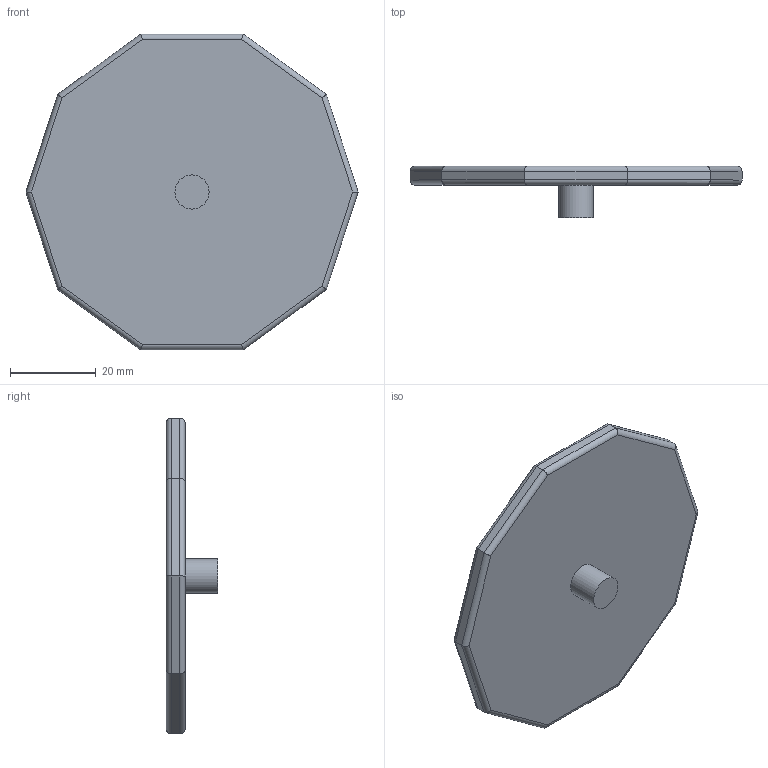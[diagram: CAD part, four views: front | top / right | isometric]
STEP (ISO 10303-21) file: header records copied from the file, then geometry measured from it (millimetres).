
FILE_DESCRIPTION(/* description */ (''),/* implementation_level */ '2;1');
FILE_NAME(/* name */ 'Tensile_test_OV-PAM_n_10_bottom.stp',/* time_stamp */ '2023-09-04T14:23:52+09:00',/* author */ ('jsw'),/* organization */ (''),/* preprocessor_version */ 'ST-DEVELOPER v19.2',/* originating_system */ 'Autodesk Inventor 2024',/* authorisation */ '');
FILE_SCHEMA (('AUTOMOTIVE_DESIGN { 1 0 10303 214 3 1 1 }'));
Length unit declared in the file: millimetre
Products named in the file (1): OV-PAM_n_10_bottom
Bounding box: 77.28 x 12.02 x 73.5 mm (x, y, z)
Volume: 16864.2 mm3; surface area: 10173.5 mm2
Topology: 1 solids, 1 shells, 56 faces, 133 edges, 82 vertices
Faces by surface type: plane 35, cylinder 21
Full cylindrical faces by diameter (mm): 7.938 x1
Entity records: 1622 total; most frequent: CARTESIAN_POINT 272, DIRECTION 269, ORIENTED_EDGE 266, EDGE_CURVE 133, LINE 111, VECTOR 111, VERTEX_POINT 82, AXIS2_PLACEMENT_3D 79
